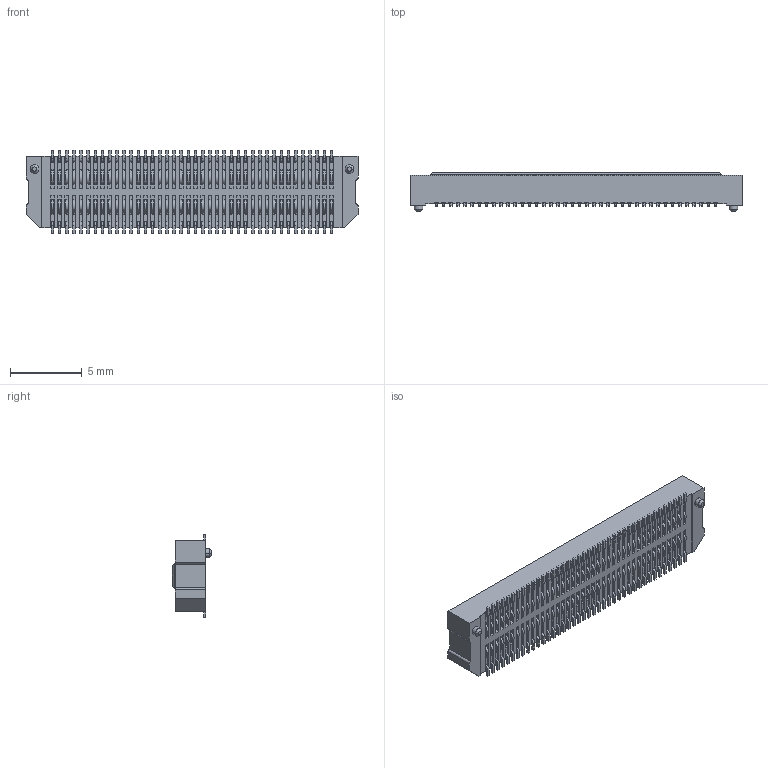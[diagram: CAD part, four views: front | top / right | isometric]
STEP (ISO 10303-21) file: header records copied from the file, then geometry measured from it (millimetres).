
FILE_DESCRIPTION((''),'2;1');
FILE_NAME('FBB05017-F_ASM','2026-01-27T17:23:44',('gongchengVV'),(''),'CREO PARAMETRIC BY PTC INC, 2020033','CREO PARAMETRIC BY PTC INC, 2020033','');
FILE_SCHEMA(('CONFIG_CONTROL_DESIGN'));
Products named in the file (1): FBB05017-F_ASM
Bounding box: 23.2 x 2.75 x 5.8 mm (x, y, z)
Volume: 180.4 mm3; surface area: 832 mm2
Topology: 1 solids, 1 shells, 3331 faces, 9684 edges, 6318 vertices
Faces by surface type: plane 2599, cylinder 568, extrusion 160, cone 4
Entity records: 112184 total; most frequent: CARTESIAN_POINT 23333, ORIENTED_EDGE 19368, DIRECTION 17006, EDGE_CURVE 9684, VECTOR 8384, LINE 8224, VERTEX_POINT 6318, AXIS2_PLACEMENT_3D 4311
